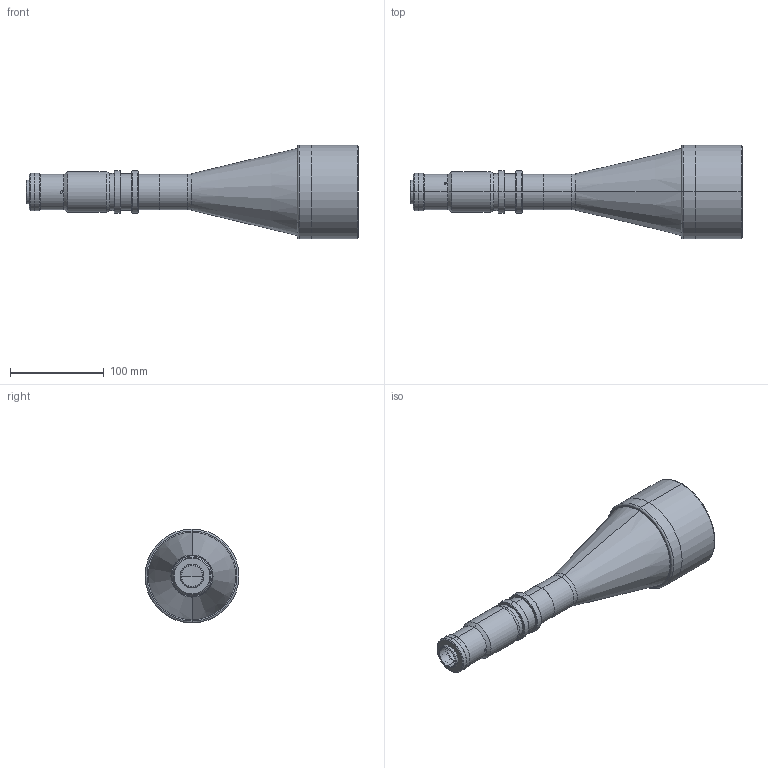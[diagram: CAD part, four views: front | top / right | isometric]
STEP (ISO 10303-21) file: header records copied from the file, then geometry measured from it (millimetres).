
FILE_DESCRIPTION (( 'STEP AP214' ), '1' );
FILE_NAME ('4M64_C.STEP', '2013-04-29T15:16:22', ( 'Work' ), ( '' ), 'SwSTEP 2.0', 'SolidWorks 2013', '' );
FILE_SCHEMA (( 'AUTOMOTIVE_DESIGN' ));
Length unit declared in the file: millimetre
Products named in the file (1): 4M64_C
Bounding box: 354.14 x 100 x 100 mm (x, y, z)
Surface area: 94155.1 mm2 (no closed solid volume)
Topology: 0 solids, 12 shells, 103 faces, 258 edges, 170 vertices
Faces by surface type: cylinder 46, cone 27, plane 22, torus 6, sphere 2
Entity records: 4542 total; most frequent: CARTESIAN_POINT 842, DIRECTION 597, ORIENTED_EDGE 444, EDGE_CURVE 258, AXIS2_PLACEMENT_3D 255, VERTEX_POINT 170, CIRCLE 151, EDGE_LOOP 127
